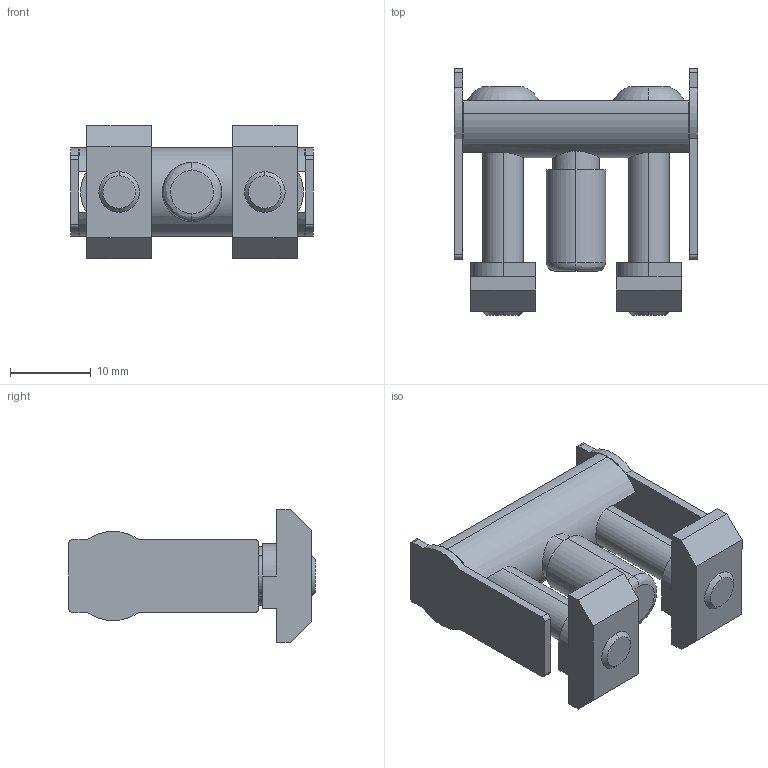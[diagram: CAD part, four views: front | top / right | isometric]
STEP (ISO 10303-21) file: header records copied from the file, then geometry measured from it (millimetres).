
FILE_DESCRIPTION (( 'STEP AP214' ), '1' );
FILE_NAME ('-6128040', '2019-02-04T09:21:39', ( '' ), ('JUGARD+KÜNSTNER GmbH'), 'SwSTEP 2.0', 'SolidWorks 2017', '' );
FILE_SCHEMA (( 'AUTOMOTIVE_DESIGN' ));
Length unit declared in the file: millimetre
Products named in the file (1): -6128040_CNAJF00
Bounding box: 30 x 30.47 x 16.5 mm (x, y, z)
Volume: 4437.6 mm3; surface area: 4067.7 mm2
Topology: 3 solids, 3 shells, 132 faces, 350 edges, 227 vertices
Faces by surface type: plane 79, cylinder 43, cone 4, torus 4, bspline 2
Entity records: 4593 total; most frequent: CARTESIAN_POINT 884, DIRECTION 701, ORIENTED_EDGE 696, EDGE_CURVE 348, AXIS2_PLACEMENT_3D 245, VERTEX_POINT 226, VECTOR 211, LINE 211
